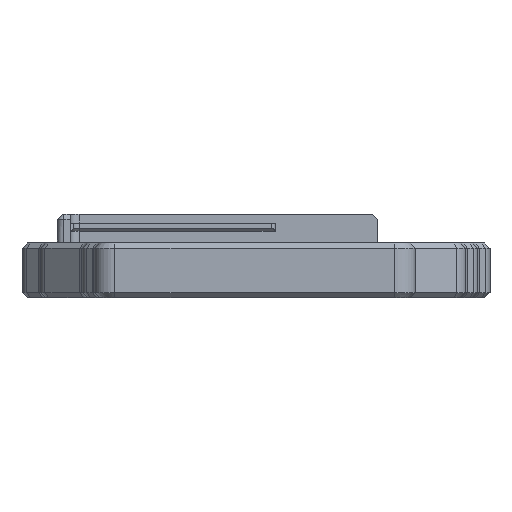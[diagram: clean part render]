
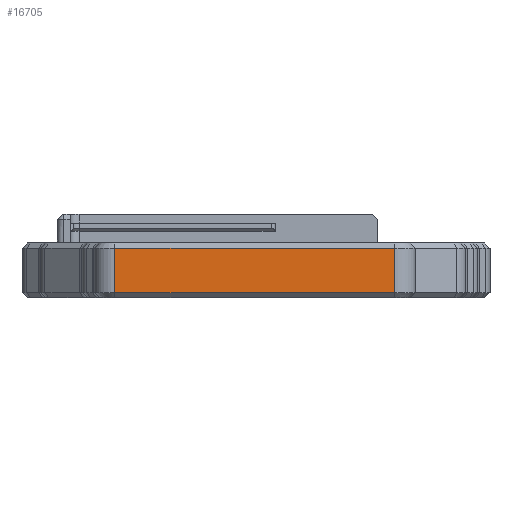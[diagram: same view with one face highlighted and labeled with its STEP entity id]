
A CAD part, left-side view. The second image highlights one B-rep face of the part: STEP entity #16705.
In plain terms, the highlighted planar face has unit normal (-1, 0, 0).
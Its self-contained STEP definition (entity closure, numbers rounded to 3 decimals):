
#303=PLANE('',#17825);
#883=FACE_OUTER_BOUND('',#1902,.T.);
#1902=EDGE_LOOP('',(#11664,#11665,#11666,#11667));
#3029=LINE('',#25257,#4719);
#3069=LINE('',#25362,#4759);
#3070=LINE('',#25366,#4760);
#3071=LINE('',#25367,#4761);
#4719=VECTOR('',#19894,10.);
#4759=VECTOR('',#20016,10.);
#4760=VECTOR('',#20021,10.);
#4761=VECTOR('',#20022,10.);
#7262=VERTEX_POINT('',#25252);
#7263=VERTEX_POINT('',#25256);
#7287=VERTEX_POINT('',#25361);
#7288=VERTEX_POINT('',#25365);
#8916=EDGE_CURVE('',#7262,#7263,#3029,.T.);
#8969=EDGE_CURVE('',#7263,#7287,#3069,.T.);
#8971=EDGE_CURVE('',#7262,#7288,#3070,.T.);
#8972=EDGE_CURVE('',#7287,#7288,#3071,.T.);
#11664=ORIENTED_EDGE('',*,*,#8916,.F.);
#11665=ORIENTED_EDGE('',*,*,#8971,.T.);
#11666=ORIENTED_EDGE('',*,*,#8972,.F.);
#11667=ORIENTED_EDGE('',*,*,#8969,.F.);
#16705=ADVANCED_FACE('',(#883),#303,.T.);
#17825=AXIS2_PLACEMENT_3D('',#25364,#20019,#20020);
#19894=DIRECTION('',(0.,1.,0.));
#20016=DIRECTION('',(0.,0.,1.));
#20019=DIRECTION('center_axis',(-1.,0.,0.));
#20020=DIRECTION('ref_axis',(0.,-1.,0.));
#20021=DIRECTION('',(0.,0.,1.));
#20022=DIRECTION('',(0.,-1.,0.));
#25252=CARTESIAN_POINT('',(-142.3,16.093,1.));
#25256=CARTESIAN_POINT('',(-142.3,69.693,1.));
#25257=CARTESIAN_POINT('',(-142.3,56.168,1.));
#25361=CARTESIAN_POINT('',(-142.3,69.693,9.5));
#25362=CARTESIAN_POINT('',(-142.3,69.693,0.));
#25364=CARTESIAN_POINT('Origin',(-142.3,69.693,0.));
#25365=CARTESIAN_POINT('',(-142.3,16.093,9.5));
#25366=CARTESIAN_POINT('',(-142.3,16.093,0.));
#25367=CARTESIAN_POINT('',(-142.3,56.168,9.5));
